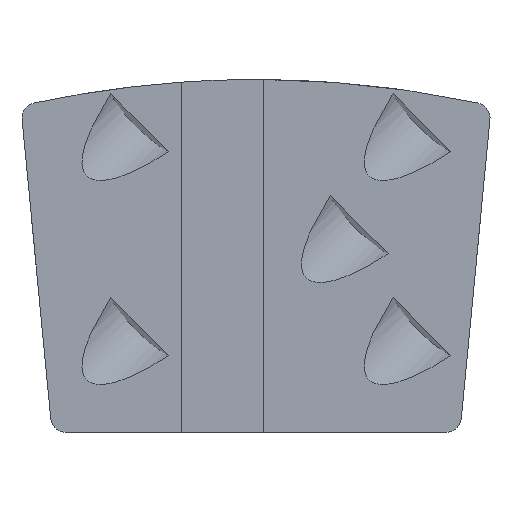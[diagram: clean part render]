
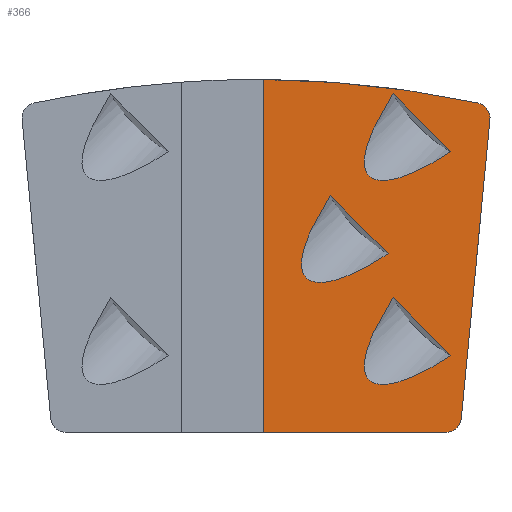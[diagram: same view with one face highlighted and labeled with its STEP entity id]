
A CAD part, top view. The second image highlights one B-rep face of the part: STEP entity #366.
In plain terms, the highlighted planar face has unit normal (0, 0, 1).
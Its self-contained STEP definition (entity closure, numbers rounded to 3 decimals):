
#9 = VERTEX_POINT ( 'NONE', #276 ) ;
#14 = EDGE_CURVE ( 'NONE', #635, #113, #142, .T. ) ;
#15 = VECTOR ( 'NONE', #704, 1000. ) ;
#23 = DIRECTION ( 'NONE',  ( -1., 0., 0. ) ) ;
#29 = CARTESIAN_POINT ( 'NONE',  ( 9.806, 31.379, 5. ) ) ;
#57 =( BOUNDED_CURVE ( )  B_SPLINE_CURVE ( 3, ( #707, #29, #483, #710 ),
 .UNSPECIFIED., .F., .T. ) 
 B_SPLINE_CURVE_WITH_KNOTS ( ( 4, 4 ),
 ( 2.257, 4.026 ),
 .UNSPECIFIED. ) 
 CURVE ( )  GEOMETRIC_REPRESENTATION_ITEM ( )  RATIONAL_B_SPLINE_CURVE ( ( 1., 0.756, 0.756, 1. ) ) 
 REPRESENTATION_ITEM ( '' )  );
#59 = FACE_BOUND ( 'NONE', #229, .T. ) ;
#62 = ORIENTED_EDGE ( 'NONE', *, *, #240, .F. ) ;
#65 = ORIENTED_EDGE ( 'NONE', *, *, #702, .F. ) ;
#68 = FACE_BOUND ( 'NONE', #578, .T. ) ;
#70 = CARTESIAN_POINT ( 'NONE',  ( 24.183, 0., 5. ) ) ;
#85 = DIRECTION ( 'NONE',  ( 1., 0., 0. ) ) ;
#100 = CARTESIAN_POINT ( 'NONE',  ( 1., 44.996, 5. ) ) ;
#101 = EDGE_CURVE ( 'NONE', #113, #528, #715, .T. ) ;
#113 = VERTEX_POINT ( 'NONE', #661 ) ;
#114 = EDGE_CURVE ( 'NONE', #235, #457, #57, .T. ) ;
#117 = CARTESIAN_POINT ( 'NONE',  ( 1., 0., 5. ) ) ;
#118 = ORIENTED_EDGE ( 'NONE', *, *, #430, .T. ) ;
#119 = DIRECTION ( 'NONE',  ( -1., 0., 0. ) ) ;
#120 = EDGE_CURVE ( 'NONE', #426, #131, #202, .T. ) ;
#131 = VERTEX_POINT ( 'NONE', #258 ) ;
#134 = VECTOR ( 'NONE', #424, 1000. ) ;
#142 = LINE ( 'NONE', #375, #15 ) ;
#150 = CARTESIAN_POINT ( 'NONE',  ( 93.324, -58.676, 5. ) ) ;
#151 = CARTESIAN_POINT ( 'NONE',  ( 26.174, 1.809, 5. ) ) ;
#164 =( BOUNDED_CURVE ( )  B_SPLINE_CURVE ( 3, ( #196, #716, #420, #254 ),
 .UNSPECIFIED., .F., .T. ) 
 B_SPLINE_CURVE_WITH_KNOTS ( ( 4, 4 ),
 ( 2.257, 4.026 ),
 .UNSPECIFIED. ) 
 CURVE ( )  GEOMETRIC_REPRESENTATION_ITEM ( )  RATIONAL_B_SPLINE_CURVE ( ( 1., 0.756, 0.756, 1. ) ) 
 REPRESENTATION_ITEM ( '' )  );
#167 = CARTESIAN_POINT ( 'NONE',  ( 13.062, 2.123, 5. ) ) ;
#174 = ORIENTED_EDGE ( 'NONE', *, *, #101, .T. ) ;
#177 = VERTEX_POINT ( 'NONE', #100 ) ;
#186 = CIRCLE ( 'NONE', #392, 135. ) ;
#192 = ORIENTED_EDGE ( 'NONE', *, *, #639, .F. ) ;
#196 = CARTESIAN_POINT ( 'NONE',  ( 9.473, 30.174, 5. ) ) ;
#198 = VECTOR ( 'NONE', #601, 1000. ) ;
#202 = LINE ( 'NONE', #150, #134 ) ;
#210 = CARTESIAN_POINT ( 'NONE',  ( 27.84, 40.054, 5. ) ) ;
#213 = CARTESIAN_POINT ( 'NONE',  ( 24.183, 2., 5. ) ) ;
#228 = CARTESIAN_POINT ( 'NONE',  ( 24.857, 9.79, 5. ) ) ;
#229 = EDGE_LOOP ( 'NONE', ( #511, #408 ) ) ;
#233 = PLANE ( 'NONE',  #668 ) ;
#235 = VERTEX_POINT ( 'NONE', #507 ) ;
#237 = ORIENTED_EDGE ( 'NONE', *, *, #120, .F. ) ;
#240 = EDGE_CURVE ( 'NONE', #131, #426, #464, .T. ) ;
#254 = CARTESIAN_POINT ( 'NONE',  ( 16.857, 22.79, 5. ) ) ;
#257 = CARTESIAN_POINT ( 'NONE',  ( 0., -90., 5. ) ) ;
#258 = CARTESIAN_POINT ( 'NONE',  ( 17.473, 17.174, 5. ) ) ;
#276 = CARTESIAN_POINT ( 'NONE',  ( 1., 0., 5. ) ) ;
#298 = ORIENTED_EDGE ( 'NONE', *, *, #586, .T. ) ;
#313 = DIRECTION ( 'NONE',  ( -1., 0., 0. ) ) ;
#326 = CARTESIAN_POINT ( 'NONE',  ( 85.324, -45.676, 5. ) ) ;
#359 = AXIS2_PLACEMENT_3D ( 'NONE', #213, #719, #560 ) ;
#366 = ADVANCED_FACE ( 'NONE', ( #68, #59, #566, #400 ), #233, .F. ) ;
#369 = DIRECTION ( 'NONE',  ( 0., 0., 1. ) ) ;
#374 = LINE ( 'NONE', #326, #198 ) ;
#375 = CARTESIAN_POINT ( 'NONE',  ( 26., 0., 5. ) ) ;
#378 = AXIS2_PLACEMENT_3D ( 'NONE', #210, #369, #23 ) ;
#382 = CARTESIAN_POINT ( 'NONE',  ( 28.258, 42.009, 5. ) ) ;
#391 = ORIENTED_EDGE ( 'NONE', *, *, #425, .F. ) ;
#392 = AXIS2_PLACEMENT_3D ( 'NONE', #257, #585, #313 ) ;
#399 = EDGE_CURVE ( 'NONE', #457, #235, #488, .T. ) ;
#400 = FACE_OUTER_BOUND ( 'NONE', #521, .T. ) ;
#408 = ORIENTED_EDGE ( 'NONE', *, *, #399, .F. ) ;
#420 = CARTESIAN_POINT ( 'NONE',  ( 5.062, 15.123, 5. ) ) ;
#421 = EDGE_CURVE ( 'NONE', #528, #177, #186, .T. ) ;
#424 = DIRECTION ( 'NONE',  ( -0.707, 0.707, 0. ) ) ;
#425 = EDGE_CURVE ( 'NONE', #440, #525, #164, .T. ) ;
#426 = VERTEX_POINT ( 'NONE', #485 ) ;
#427 = CARTESIAN_POINT ( 'NONE',  ( -26., 0., 5. ) ) ;
#430 = EDGE_CURVE ( 'NONE', #9, #711, #480, .T. ) ;
#437 = CARTESIAN_POINT ( 'NONE',  ( 9.806, 5.379, 5. ) ) ;
#440 = VERTEX_POINT ( 'NONE', #591 ) ;
#457 = VERTEX_POINT ( 'NONE', #646 ) ;
#458 = CARTESIAN_POINT ( 'NONE',  ( 0., -90., 5. ) ) ;
#464 =( BOUNDED_CURVE ( )  B_SPLINE_CURVE ( 3, ( #672, #437, #167, #228 ),
 .UNSPECIFIED., .F., .T. ) 
 B_SPLINE_CURVE_WITH_KNOTS ( ( 4, 4 ),
 ( 2.257, 4.026 ),
 .UNSPECIFIED. ) 
 CURVE ( )  GEOMETRIC_REPRESENTATION_ITEM ( )  RATIONAL_B_SPLINE_CURVE ( ( 1., 0.756, 0.756, 1. ) ) 
 REPRESENTATION_ITEM ( '' )  );
#480 = LINE ( 'NONE', #427, #644 ) ;
#483 = CARTESIAN_POINT ( 'NONE',  ( 13.062, 28.123, 5. ) ) ;
#485 = CARTESIAN_POINT ( 'NONE',  ( 24.857, 9.79, 5. ) ) ;
#488 = LINE ( 'NONE', #538, #500 ) ;
#500 = VECTOR ( 'NONE', #651, 1000. ) ;
#507 = CARTESIAN_POINT ( 'NONE',  ( 17.473, 43.174, 5. ) ) ;
#511 = ORIENTED_EDGE ( 'NONE', *, *, #114, .F. ) ;
#521 = EDGE_LOOP ( 'NONE', ( #734, #174, #627, #65, #118, #298 ) ) ;
#525 = VERTEX_POINT ( 'NONE', #551 ) ;
#528 = VERTEX_POINT ( 'NONE', #382 ) ;
#538 = CARTESIAN_POINT ( 'NONE',  ( 93.324, -32.676, 5. ) ) ;
#551 = CARTESIAN_POINT ( 'NONE',  ( 16.857, 22.79, 5. ) ) ;
#560 = DIRECTION ( 'NONE',  ( -1., 0., 0. ) ) ;
#566 = FACE_BOUND ( 'NONE', #701, .T. ) ;
#577 = LINE ( 'NONE', #117, #680 ) ;
#578 = EDGE_LOOP ( 'NONE', ( #62, #237 ) ) ;
#585 = DIRECTION ( 'NONE',  ( 0., 0., 1. ) ) ;
#586 = EDGE_CURVE ( 'NONE', #711, #635, #619, .T. ) ;
#591 = CARTESIAN_POINT ( 'NONE',  ( 9.473, 30.174, 5. ) ) ;
#601 = DIRECTION ( 'NONE',  ( -0.707, 0.707, 0. ) ) ;
#619 = CIRCLE ( 'NONE', #359, 2. ) ;
#626 = DIRECTION ( 'NONE',  ( 0., 0., -1. ) ) ;
#627 = ORIENTED_EDGE ( 'NONE', *, *, #421, .T. ) ;
#635 = VERTEX_POINT ( 'NONE', #151 ) ;
#639 = EDGE_CURVE ( 'NONE', #525, #440, #374, .T. ) ;
#644 = VECTOR ( 'NONE', #85, 1000. ) ;
#646 = CARTESIAN_POINT ( 'NONE',  ( 24.857, 35.79, 5. ) ) ;
#651 = DIRECTION ( 'NONE',  ( -0.707, 0.707, 0. ) ) ;
#661 = CARTESIAN_POINT ( 'NONE',  ( 29.831, 39.862, 5. ) ) ;
#668 = AXIS2_PLACEMENT_3D ( 'NONE', #458, #626, #119 ) ;
#672 = CARTESIAN_POINT ( 'NONE',  ( 17.473, 17.174, 5. ) ) ;
#680 = VECTOR ( 'NONE', #686, 1000. ) ;
#686 = DIRECTION ( 'NONE',  ( 0., 1., 0. ) ) ;
#701 = EDGE_LOOP ( 'NONE', ( #391, #192 ) ) ;
#702 = EDGE_CURVE ( 'NONE', #9, #177, #577, .T. ) ;
#704 = DIRECTION ( 'NONE',  ( 0.096, 0.995, 0. ) ) ;
#707 = CARTESIAN_POINT ( 'NONE',  ( 17.473, 43.174, 5. ) ) ;
#710 = CARTESIAN_POINT ( 'NONE',  ( 24.857, 35.79, 5. ) ) ;
#711 = VERTEX_POINT ( 'NONE', #70 ) ;
#715 = CIRCLE ( 'NONE', #378, 2. ) ;
#716 = CARTESIAN_POINT ( 'NONE',  ( 1.806, 18.379, 5. ) ) ;
#719 = DIRECTION ( 'NONE',  ( 0., 0., 1. ) ) ;
#734 = ORIENTED_EDGE ( 'NONE', *, *, #14, .T. ) ;
